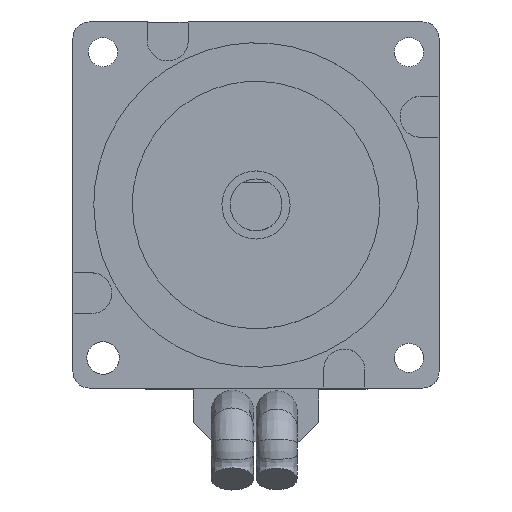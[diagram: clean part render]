
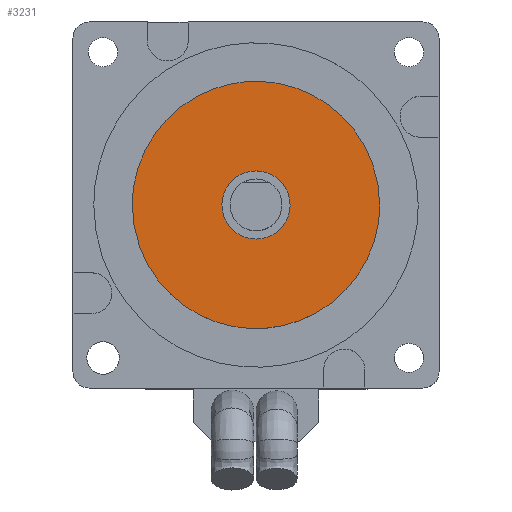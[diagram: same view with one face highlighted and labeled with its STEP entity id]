
A CAD part, top view. The second image highlights one B-rep face of the part: STEP entity #3231.
In plain terms, the highlighted free-form (B-spline) face has degree [1, 1] with [2, 2] control points.
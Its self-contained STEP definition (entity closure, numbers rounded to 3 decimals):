
#1900 = VERTEX_POINT('',#1901);
#1901 = CARTESIAN_POINT('',(4.972,0.,6.062));
#1906 = EDGE_CURVE('',#1907,#1900,#1909,.T.);
#1907 = VERTEX_POINT('',#1908);
#1908 = CARTESIAN_POINT('',(-4.972,0.,
    6.062));
#1909 = ( BOUNDED_CURVE() B_SPLINE_CURVE(2,(#1910,#1911,#1912,#1913,
#1914),.UNSPECIFIED.,.F.,.F.) B_SPLINE_CURVE_WITH_KNOTS((3,2,3),(
    3.142,4.712,6.283),
.PIECEWISE_BEZIER_KNOTS.) CURVE() GEOMETRIC_REPRESENTATION_ITEM() 
RATIONAL_B_SPLINE_CURVE((1.,0.707,1.,0.707,1.)) 
REPRESENTATION_ITEM('') );
#1910 = CARTESIAN_POINT('',(-4.972,0.,
    6.062));
#1911 = CARTESIAN_POINT('',(-4.972,-4.972,
    6.062));
#1912 = CARTESIAN_POINT('',(0.,-4.972,
    6.062));
#1913 = CARTESIAN_POINT('',(4.972,-4.972,
    6.062));
#1914 = CARTESIAN_POINT('',(4.972,0.,
    6.062));
#1945 = EDGE_CURVE('',#1946,#1948,#1950,.T.);
#1946 = VERTEX_POINT('',#1947);
#1947 = CARTESIAN_POINT('',(18.043,0.,
    6.062));
#1948 = VERTEX_POINT('',#1949);
#1949 = CARTESIAN_POINT('',(-18.043,0.,6.062));
#1950 = ( BOUNDED_CURVE() B_SPLINE_CURVE(2,(#1951,#1952,#1953,#1954,
#1955),.UNSPECIFIED.,.F.,.F.) B_SPLINE_CURVE_WITH_KNOTS((3,2,3),(0.,
1.571,3.142),.PIECEWISE_BEZIER_KNOTS.) CURVE() 
GEOMETRIC_REPRESENTATION_ITEM() RATIONAL_B_SPLINE_CURVE((1.,
0.707,1.,0.707,1.)) REPRESENTATION_ITEM('') );
#1951 = CARTESIAN_POINT('',(18.043,0.,6.062));
#1952 = CARTESIAN_POINT('',(18.043,18.043,
    6.062));
#1953 = CARTESIAN_POINT('',(0.,18.043,
    6.062));
#1954 = CARTESIAN_POINT('',(-18.043,18.043,
    6.062));
#1955 = CARTESIAN_POINT('',(-18.043,0.,
    6.062));
#3231 = ADVANCED_FACE('',(#3232,#3243),#3254,.T.);
#3232 = FACE_BOUND('',#3233,.T.);
#3233 = EDGE_LOOP('',(#3234,#3242));
#3234 = ORIENTED_EDGE('',*,*,#3235,.F.);
#3235 = EDGE_CURVE('',#1900,#1907,#3236,.T.);
#3236 = ( BOUNDED_CURVE() B_SPLINE_CURVE(2,(#3237,#3238,#3239,#3240,
#3241),.UNSPECIFIED.,.F.,.F.) B_SPLINE_CURVE_WITH_KNOTS((3,2,3),(0.,
1.571,3.142),.PIECEWISE_BEZIER_KNOTS.) CURVE() 
GEOMETRIC_REPRESENTATION_ITEM() RATIONAL_B_SPLINE_CURVE((1.,
0.707,1.,0.707,1.)) REPRESENTATION_ITEM('') );
#3237 = CARTESIAN_POINT('',(4.972,0.,6.062));
#3238 = CARTESIAN_POINT('',(4.972,4.972,6.062
    ));
#3239 = CARTESIAN_POINT('',(0.,4.972,
    6.062));
#3240 = CARTESIAN_POINT('',(-4.972,4.972,
    6.062));
#3241 = CARTESIAN_POINT('',(-4.972,0.,
    6.062));
#3242 = ORIENTED_EDGE('',*,*,#1906,.F.);
#3243 = FACE_BOUND('',#3244,.T.);
#3244 = EDGE_LOOP('',(#3245,#3253));
#3245 = ORIENTED_EDGE('',*,*,#3246,.T.);
#3246 = EDGE_CURVE('',#1948,#1946,#3247,.T.);
#3247 = ( BOUNDED_CURVE() B_SPLINE_CURVE(2,(#3248,#3249,#3250,#3251,
#3252),.UNSPECIFIED.,.F.,.F.) B_SPLINE_CURVE_WITH_KNOTS((3,2,3),(
    3.142,4.712,6.283),
.PIECEWISE_BEZIER_KNOTS.) CURVE() GEOMETRIC_REPRESENTATION_ITEM() 
RATIONAL_B_SPLINE_CURVE((1.,0.707,1.,0.707,1.)) 
REPRESENTATION_ITEM('') );
#3248 = CARTESIAN_POINT('',(-18.043,0.,
    6.062));
#3249 = CARTESIAN_POINT('',(-18.043,-18.043,
    6.062));
#3250 = CARTESIAN_POINT('',(0.,-18.043,
    6.062));
#3251 = CARTESIAN_POINT('',(18.043,-18.043,
    6.062));
#3252 = CARTESIAN_POINT('',(18.043,0.,
    6.062));
#3253 = ORIENTED_EDGE('',*,*,#1945,.T.);
#3254 = B_SPLINE_SURFACE_WITH_KNOTS('',1,1,(
    (#3255,#3256)
    ,(#3257,#3258
  )),.UNSPECIFIED.,.F.,.F.,.F.,(2,2),(2,2),(-19.05,19.05),(-19.05,19.05)
  ,.PIECEWISE_BEZIER_KNOTS.);
#3255 = CARTESIAN_POINT('',(-18.043,-18.043,
    6.062));
#3256 = CARTESIAN_POINT('',(-18.043,18.043,
    6.062));
#3257 = CARTESIAN_POINT('',(18.043,-18.043,
    6.062));
#3258 = CARTESIAN_POINT('',(18.043,18.043,
    6.062));
